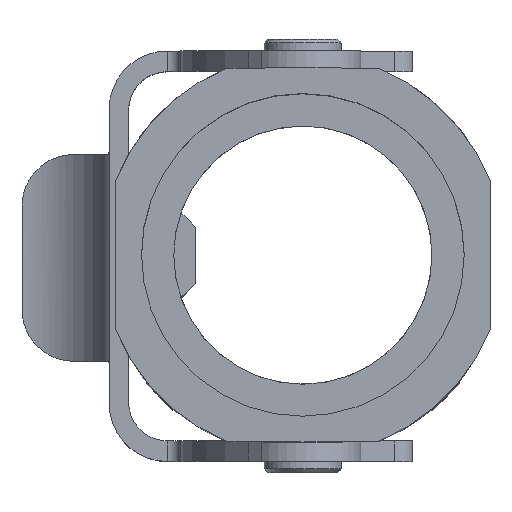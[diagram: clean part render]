
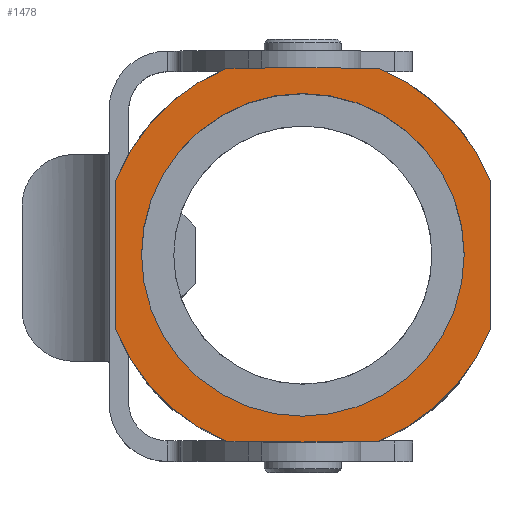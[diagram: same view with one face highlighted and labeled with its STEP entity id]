
A CAD part, top view. The second image highlights one B-rep face of the part: STEP entity #1478.
In plain terms, the highlighted planar face has unit normal (0, 0, 1).
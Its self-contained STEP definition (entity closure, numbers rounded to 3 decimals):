
#1478=ADVANCED_FACE('',(#1998,#1999),#1727,.T.);
#1727=PLANE('',#5670);
#1871=CIRCLE('',#5663,12.5);
#1873=CIRCLE('',#5666,15.6);
#1874=CIRCLE('',#5667,15.6);
#1875=CIRCLE('',#5668,15.6);
#1876=CIRCLE('',#5669,15.6);
#1998=FACE_BOUND('',#2091,.T.);
#1999=FACE_BOUND('',#2092,.T.);
#2091=EDGE_LOOP('',(#2471,#2472,#2473,#2474,#2475,#2476,#2477,#2478,#2479,
#2480));
#2092=EDGE_LOOP('',(#2481));
#2471=ORIENTED_EDGE('',*,*,#4113,.F.);
#2472=ORIENTED_EDGE('',*,*,#4114,.F.);
#2473=ORIENTED_EDGE('',*,*,#4115,.T.);
#2474=ORIENTED_EDGE('',*,*,#4058,.F.);
#2475=ORIENTED_EDGE('',*,*,#4116,.T.);
#2476=ORIENTED_EDGE('',*,*,#4117,.T.);
#2477=ORIENTED_EDGE('',*,*,#4118,.T.);
#2478=ORIENTED_EDGE('',*,*,#4119,.T.);
#2479=ORIENTED_EDGE('',*,*,#4120,.T.);
#2480=ORIENTED_EDGE('',*,*,#4121,.T.);
#2481=ORIENTED_EDGE('',*,*,#4111,.T.);
#3643=VERTEX_POINT('',#7265);
#3644=VERTEX_POINT('',#7267);
#3687=VERTEX_POINT('',#7448);
#3689=VERTEX_POINT('',#7453);
#3690=VERTEX_POINT('',#7454);
#3691=VERTEX_POINT('',#7456);
#3692=VERTEX_POINT('',#7459);
#3693=VERTEX_POINT('',#7461);
#3694=VERTEX_POINT('',#7463);
#3695=VERTEX_POINT('',#7465);
#3696=VERTEX_POINT('',#7467);
#4058=EDGE_CURVE('',#3643,#3644,#4668,.T.);
#4111=EDGE_CURVE('',#3687,#3687,#1871,.T.);
#4113=EDGE_CURVE('',#3689,#3690,#4696,.T.);
#4114=EDGE_CURVE('',#3691,#3689,#4697,.T.);
#4115=EDGE_CURVE('',#3691,#3644,#1873,.T.);
#4116=EDGE_CURVE('',#3643,#3692,#1874,.T.);
#4117=EDGE_CURVE('',#3692,#3693,#4698,.T.);
#4118=EDGE_CURVE('',#3693,#3694,#4699,.T.);
#4119=EDGE_CURVE('',#3694,#3695,#1875,.T.);
#4120=EDGE_CURVE('',#3695,#3696,#4700,.T.);
#4121=EDGE_CURVE('',#3696,#3690,#1876,.T.);
#4668=LINE('',#7266,#5069);
#4696=LINE('',#7452,#5097);
#4697=LINE('',#7455,#5098);
#4698=LINE('',#7460,#5099);
#4699=LINE('',#7462,#5100);
#4700=LINE('',#7466,#5101);
#5069=VECTOR('',#6067,1.);
#5097=VECTOR('',#6137,1.);
#5098=VECTOR('',#6138,1.);
#5099=VECTOR('',#6143,1.);
#5100=VECTOR('',#6144,1.);
#5101=VECTOR('',#6147,1.);
#5663=AXIS2_PLACEMENT_3D('',#7447,#6131,#6132);
#5666=AXIS2_PLACEMENT_3D('',#7457,#6139,#6140);
#5667=AXIS2_PLACEMENT_3D('',#7458,#6141,#6142);
#5668=AXIS2_PLACEMENT_3D('',#7464,#6145,#6146);
#5669=AXIS2_PLACEMENT_3D('',#7468,#6148,#6149);
#5670=AXIS2_PLACEMENT_3D('',#7469,#6150,#6151);
#6067=DIRECTION('',(0.,-1.,0.));
#6131=DIRECTION('',(0.,0.,-1.));
#6132=DIRECTION('',(1.,0.,0.));
#6137=DIRECTION('',(-1.,0.009,0.));
#6138=DIRECTION('',(-1.,-0.009,0.));
#6139=DIRECTION('',(0.,0.,1.));
#6140=DIRECTION('',(1.,0.,0.));
#6141=DIRECTION('',(0.,0.,1.));
#6142=DIRECTION('',(1.,0.,0.));
#6143=DIRECTION('',(-1.,0.009,0.));
#6144=DIRECTION('',(-1.,-0.009,0.));
#6145=DIRECTION('',(0.,0.,1.));
#6146=DIRECTION('',(1.,0.,0.));
#6147=DIRECTION('',(0.,-1.,0.));
#6148=DIRECTION('',(0.,0.,1.));
#6149=DIRECTION('',(1.,0.,0.));
#6150=DIRECTION('',(0.,0.,1.));
#6151=DIRECTION('',(1.,0.,0.));
#7265=CARTESIAN_POINT('',(14.5,5.754,46.2));
#7266=CARTESIAN_POINT('',(14.5,-14.5,46.2));
#7267=CARTESIAN_POINT('',(14.5,-5.754,46.2));
#7447=CARTESIAN_POINT('',(0.,0.,46.2));
#7448=CARTESIAN_POINT('',(12.5,0.,46.2));
#7452=CARTESIAN_POINT('',(-14.499,-14.373,46.2));
#7453=CARTESIAN_POINT('',(0.,-14.5,46.2));
#7454=CARTESIAN_POINT('',(-5.882,-14.449,46.2));
#7455=CARTESIAN_POINT('',(0.,-14.5,46.2));
#7456=CARTESIAN_POINT('',(5.882,-14.449,46.2));
#7457=CARTESIAN_POINT('',(0.,0.,46.2));
#7458=CARTESIAN_POINT('',(0.,0.,46.2));
#7459=CARTESIAN_POINT('',(5.882,14.449,46.2));
#7460=CARTESIAN_POINT('',(0.,14.5,46.2));
#7461=CARTESIAN_POINT('',(0.,14.5,46.2));
#7462=CARTESIAN_POINT('',(-14.752,14.371,46.2));
#7463=CARTESIAN_POINT('',(-5.882,14.449,46.2));
#7464=CARTESIAN_POINT('',(0.,0.,46.2));
#7465=CARTESIAN_POINT('',(-14.5,5.754,46.2));
#7466=CARTESIAN_POINT('',(-14.5,-14.5,46.2));
#7467=CARTESIAN_POINT('',(-14.5,-5.754,46.2));
#7468=CARTESIAN_POINT('',(0.,0.,46.2));
#7469=CARTESIAN_POINT('',(-14.5,-14.5,46.2));
